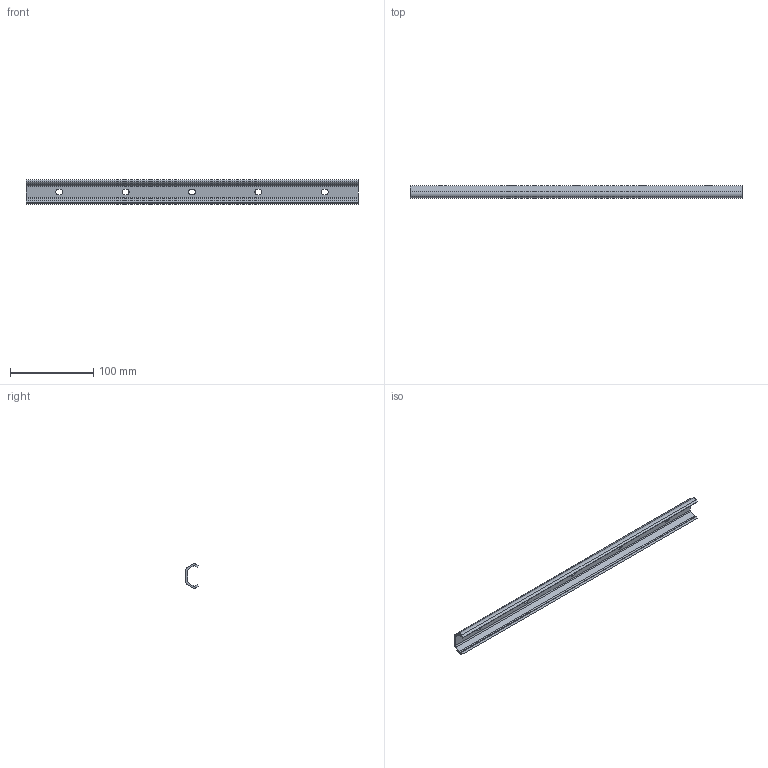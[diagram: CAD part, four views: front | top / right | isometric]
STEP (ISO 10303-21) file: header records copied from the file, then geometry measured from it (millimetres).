
FILE_DESCRIPTION((''),'2;1');
FILE_NAME('# S-LBX 30-0400 (OM).stp','2021-07-27T11:38:21',('USpaeth'),(''),'Autodesk Inventor 2012','Autodesk Inventor 2012','');
FILE_SCHEMA(('AUTOMOTIVE_DESIGN { 1 0 10303 214 1 1 1 1 }'));
Length unit declared in the file: millimetre
Products named in the file (1): # S-LBX 30-0400 (OM)
Bounding box: 400 x 15 x 29.47 mm (x, y, z)
Volume: 45762 mm3; surface area: 39133.7 mm2
Topology: 1 solids, 1 shells, 42 faces, 120 edges, 80 vertices
Faces by surface type: plane 24, cylinder 18
Entity records: 1426 total; most frequent: CARTESIAN_POINT 243, DIRECTION 242, ORIENTED_EDGE 240, EDGE_CURVE 120, VECTOR 84, LINE 84, VERTEX_POINT 80, AXIS2_PLACEMENT_3D 79
